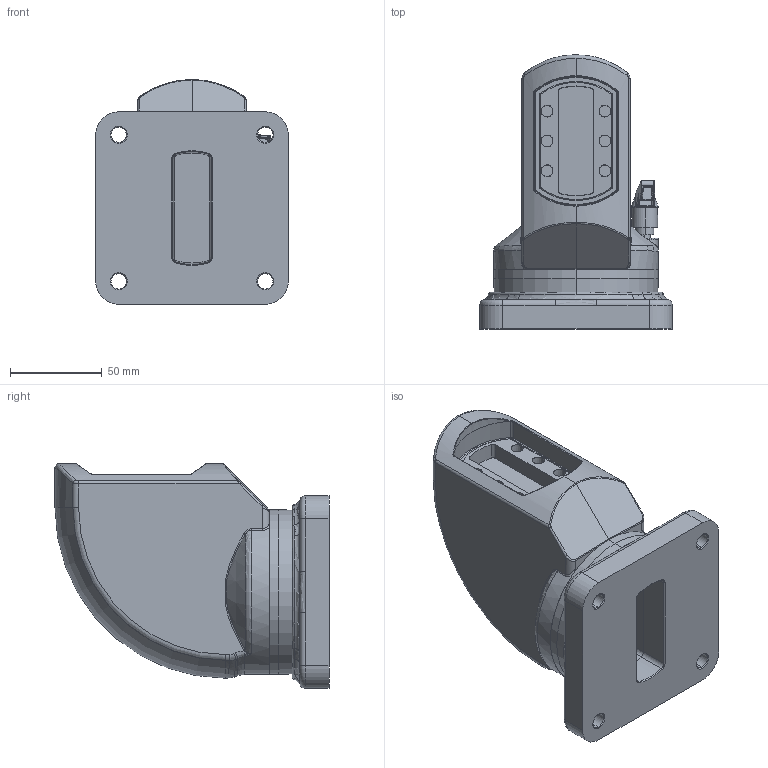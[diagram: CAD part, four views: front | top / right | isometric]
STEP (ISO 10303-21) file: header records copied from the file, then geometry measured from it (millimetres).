
FILE_DESCRIPTION (( 'STEP AP203' ), '1' );
FILE_NAME ('49446600.STEP', '2012-02-07T10:26:38', ( 'Meyer' ), ( '' ), 'SwSTEP 2.0', 'SolidWorks 2011', '' );
FILE_SCHEMA (( 'CONFIG_CONTROL_DESIGN' ));
Length unit declared in the file: millimetre
Products named in the file (1): 49446600
Bounding box: 105 x 149.5 x 122.5 mm (x, y, z)
Volume: 800236.7 mm3; surface area: 106934.3 mm2
Topology: 4 solids, 8 shells, 466 faces, 1096 edges, 650 vertices
Faces by surface type: cylinder 165, bspline 102, plane 87, cone 64, torus 40, sphere 8
Entity records: 16999 total; most frequent: CARTESIAN_POINT 6918, ORIENTED_EDGE 2164, DIRECTION 2067, EDGE_CURVE 1082, AXIS2_PLACEMENT_3D 861, VERTEX_POINT 646, CIRCLE 496, EDGE_LOOP 494
